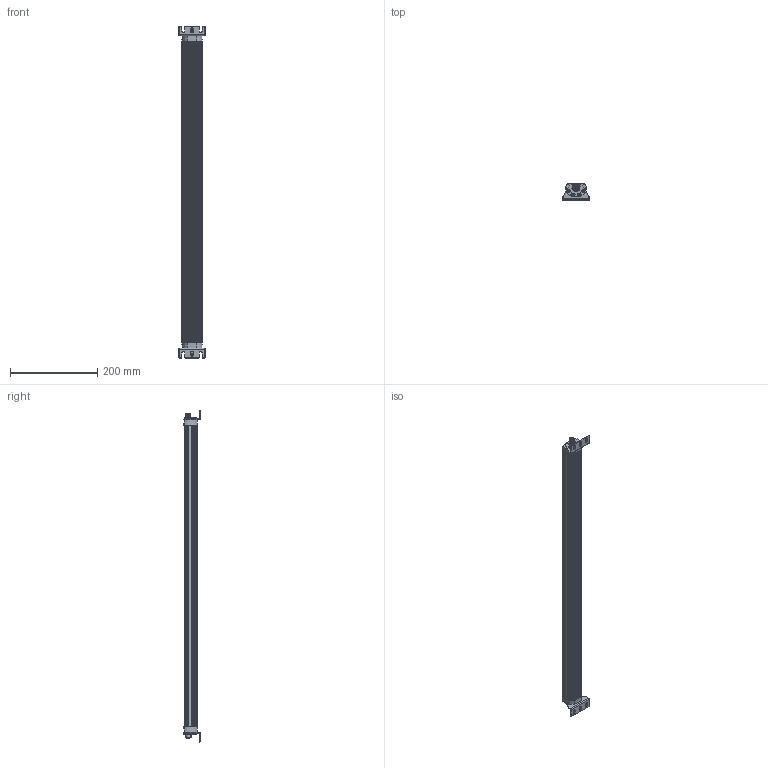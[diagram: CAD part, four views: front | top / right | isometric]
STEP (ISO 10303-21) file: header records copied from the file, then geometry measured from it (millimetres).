
FILE_DESCRIPTION(/* description */ (''),/* implementation_level */ '2;1');
FILE_NAME(/* name */ 'MB-R-715-B5-K5.stp',/* time_stamp */ '2024-11-25T06:41:32+01:00',/* author */ ('jw'),/* organization */ ('di-soric GmbH & Co. KG'),/* preprocessor_version */ 'ST-DEVELOPER v20',/* originating_system */ 'Autodesk Inventor 2025',/* authorisation */ '');
FILE_SCHEMA (('AUTOMOTIVE_DESIGN { 1 0 10303 214 3 1 1 }'));
Products named in the file (1): MB-R-715-B5-K5
Bounding box: 60 x 37.3 x 760.01 mm (x, y, z)
Volume: 806406.8 mm3; surface area: 215320.3 mm2
Topology: 19 solids, 28 shells, 832 faces, 2065 edges, 1325 vertices
Faces by surface type: cylinder 374, plane 304, torus 61, bspline 58, cone 35
Full cylindrical faces by diameter (mm): 1 x14, 3.417 x4, 3.45 x6, 4 x12, 5 x1, 7 x8, 8.4 x1, 9 x1, 10.8 x1, 11 x21, 11.05 x4, 12 x20, 13.5 x1, 14 x3
Entity records: 45470 total; most frequent: CARTESIAN_POINT 25682, DIRECTION 4151, ORIENTED_EDGE 4114, EDGE_CURVE 2057, AXIS2_PLACEMENT_3D 1588, VERTEX_POINT 1325, LINE 975, VECTOR 975
